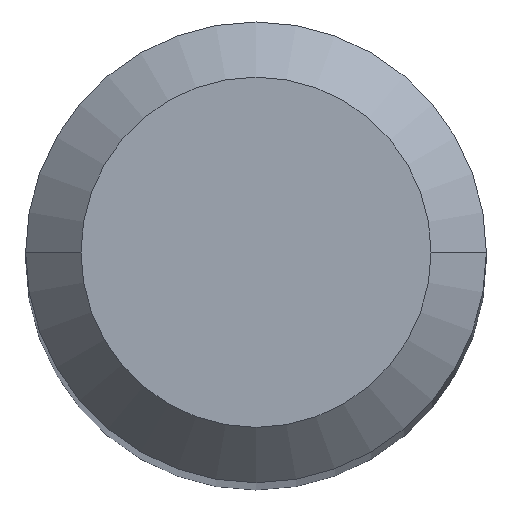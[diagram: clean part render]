
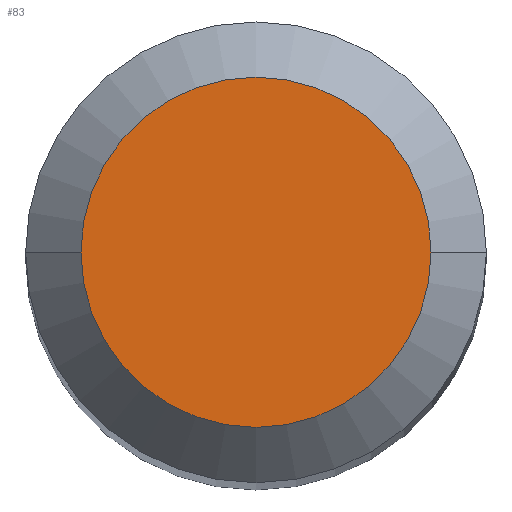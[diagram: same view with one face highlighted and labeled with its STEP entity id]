
A CAD part, top view. The second image highlights one B-rep face of the part: STEP entity #83.
In plain terms, the highlighted planar face has unit normal (0, 0, 1).
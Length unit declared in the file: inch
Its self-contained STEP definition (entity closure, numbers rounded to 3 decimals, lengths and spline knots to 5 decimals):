
#37 = AXIS2_PLACEMENT_3D ( 'NONE', #470, #389, #183 ) ;
#47 = PLANE ( 'NONE',  #114 ) ;
#59 = ORIENTED_EDGE ( 'NONE', *, *, #198, .T. ) ;
#76 = DIRECTION ( 'NONE',  ( 1., 0., 0. ) ) ;
#83 = ADVANCED_FACE ( 'NONE', ( #440 ), #47, .F. ) ;
#114 = AXIS2_PLACEMENT_3D ( 'NONE', #199, #453, #124 ) ;
#115 = DIRECTION ( 'NONE',  ( 0., 0., 1. ) ) ;
#120 = CARTESIAN_POINT ( 'NONE',  ( 0., 0., 0. ) ) ;
#121 = AXIS2_PLACEMENT_3D ( 'NONE', #120, #115, #76 ) ;
#124 = DIRECTION ( 'NONE',  ( -1., 0., 0. ) ) ;
#134 = CIRCLE ( 'NONE', #121, 0.0475 ) ;
#137 = VERTEX_POINT ( 'NONE', #386 ) ;
#141 = CIRCLE ( 'NONE', #37, 0.0475 ) ;
#183 = DIRECTION ( 'NONE',  ( 1., 0., 0. ) ) ;
#198 = EDGE_CURVE ( 'NONE', #137, #223, #141, .T. ) ;
#199 = CARTESIAN_POINT ( 'NONE',  ( 0., 0.0475, 0. ) ) ;
#212 = EDGE_CURVE ( 'NONE', #223, #137, #134, .T. ) ;
#223 = VERTEX_POINT ( 'NONE', #462 ) ;
#290 = EDGE_LOOP ( 'NONE', ( #59, #498 ) ) ;
#386 = CARTESIAN_POINT ( 'NONE',  ( -0.0475, 0., 0. ) ) ;
#389 = DIRECTION ( 'NONE',  ( 0., 0., 1. ) ) ;
#440 = FACE_OUTER_BOUND ( 'NONE', #290, .T. ) ;
#453 = DIRECTION ( 'NONE',  ( 0., 0., -1. ) ) ;
#462 = CARTESIAN_POINT ( 'NONE',  ( 0.0475, 0., 0. ) ) ;
#470 = CARTESIAN_POINT ( 'NONE',  ( 0., 0., 0. ) ) ;
#498 = ORIENTED_EDGE ( 'NONE', *, *, #212, .T. ) ;
